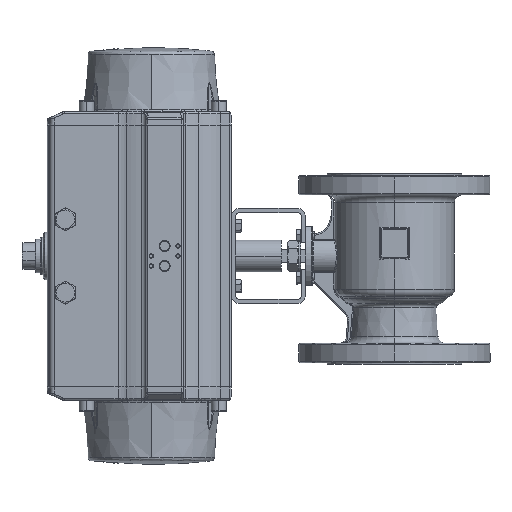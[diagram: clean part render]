
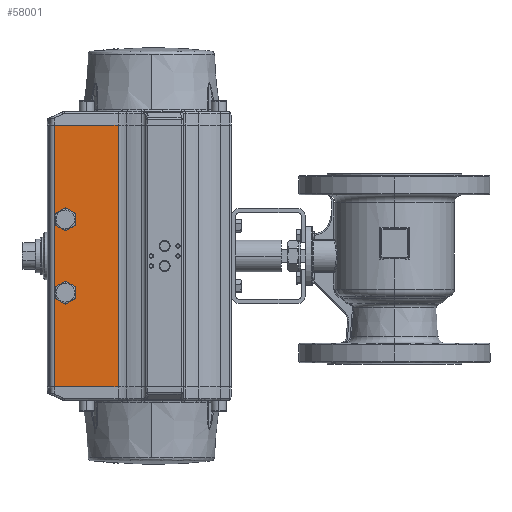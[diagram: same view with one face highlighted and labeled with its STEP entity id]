
A CAD part, left-side view. The second image highlights one B-rep face of the part: STEP entity #58001.
In plain terms, the highlighted planar face has unit normal (-1, 0, 0).
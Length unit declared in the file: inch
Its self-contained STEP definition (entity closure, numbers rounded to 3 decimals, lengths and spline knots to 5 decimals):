
#325 = CARTESIAN_POINT ( 'NONE',  ( -5.67936, 12.94408, 7.69753 ) ) ;
#493 = VERTEX_POINT ( 'NONE', #71866 ) ;
#795 = CIRCLE ( 'NONE', #53548, 0.31594 ) ;
#1538 = CARTESIAN_POINT ( 'NONE',  ( -5.67936, 15.94163, 3.57679 ) ) ;
#3178 = CARTESIAN_POINT ( 'NONE',  ( -5.67936, 12.94408, 7.69753 ) ) ;
#4967 = CARTESIAN_POINT ( 'NONE',  ( -5.67936, 15.42982, -0.21586 ) ) ;
#6147 = CARTESIAN_POINT ( 'NONE',  ( -5.67936, 15.42982, 3.24871 ) ) ;
#6385 = DIRECTION ( 'NONE',  ( 0., 0., 1. ) ) ;
#7330 = EDGE_LOOP ( 'NONE', ( #55708, #74776, #36195, #67327 ) ) ;
#8403 = CIRCLE ( 'NONE', #37186, 0.47244 ) ;
#8605 = EDGE_CURVE ( 'NONE', #33296, #26791, #795, .T. ) ;
#9361 = EDGE_LOOP ( 'NONE', ( #52026, #71732 ) ) ;
#9656 = CARTESIAN_POINT ( 'NONE',  ( -5.67936, 15.42982, 3.24871 ) ) ;
#11044 = DIRECTION ( 'NONE',  ( 0., 0., 1. ) ) ;
#12234 = DIRECTION ( 'NONE',  ( 0., 0., 1. ) ) ;
#13506 = ORIENTED_EDGE ( 'NONE', *, *, #36331, .F. ) ;
#14080 = LINE ( 'NONE', #56826, #44428 ) ;
#14365 = DIRECTION ( 'NONE',  ( -1., 0., 0. ) ) ;
#14452 = DIRECTION ( 'NONE',  ( 0., 1., 0. ) ) ;
#15007 = CARTESIAN_POINT ( 'NONE',  ( -5.67936, 15.42982, 3.56465 ) ) ;
#15746 = DIRECTION ( 'NONE',  ( 0., 0., 1. ) ) ;
#15863 = CARTESIAN_POINT ( 'NONE',  ( -5.67936, 15.94163, -4.66468 ) ) ;
#17534 = VERTEX_POINT ( 'NONE', #58645 ) ;
#20121 = VERTEX_POINT ( 'NONE', #71014 ) ;
#21732 = FACE_BOUND ( 'NONE', #36754, .T. ) ;
#22480 = AXIS2_PLACEMENT_3D ( 'NONE', #54685, #66832, #30632 ) ;
#26791 = VERTEX_POINT ( 'NONE', #15007 ) ;
#27634 = CARTESIAN_POINT ( 'NONE',  ( -5.67936, 15.42982, 2.93276 ) ) ;
#28967 = CARTESIAN_POINT ( 'NONE',  ( -5.67936, 15.94163, -4.66468 ) ) ;
#30372 = PLANE ( 'NONE',  #22480 ) ;
#30632 = DIRECTION ( 'NONE',  ( 0., 0., -1. ) ) ;
#31742 = CARTESIAN_POINT ( 'NONE',  ( -5.67936, 15.94163, -0.54394 ) ) ;
#33296 = VERTEX_POINT ( 'NONE', #27634 ) ;
#35089 = DIRECTION ( 'NONE',  ( 0., -1., 0. ) ) ;
#35475 = CIRCLE ( 'NONE', #42206, 0.47244 ) ;
#36195 = ORIENTED_EDGE ( 'NONE', *, *, #40740, .F. ) ;
#36331 = EDGE_CURVE ( 'NONE', #26791, #33296, #48808, .T. ) ;
#36754 = EDGE_LOOP ( 'NONE', ( #13506, #46667 ) ) ;
#37186 = AXIS2_PLACEMENT_3D ( 'NONE', #4967, #47344, #11044 ) ;
#37195 = VERTEX_POINT ( 'NONE', #77468 ) ;
#38696 = B_SPLINE_CURVE_WITH_KNOTS ( 'NONE', 3,
 ( #61909, #31742, #1538, #43924 ),
 .UNSPECIFIED., .F., .F.,
 ( 4, 4 ),
 ( 0., 1. ),
 .UNSPECIFIED. ) ;
#40740 = EDGE_CURVE ( 'NONE', #71636, #37195, #38696, .T. ) ;
#41285 = AXIS2_PLACEMENT_3D ( 'NONE', #6147, #48542, #12234 ) ;
#41635 = FACE_BOUND ( 'NONE', #9361, .T. ) ;
#42060 = VECTOR ( 'NONE', #35089, 39.37008 ) ;
#42206 = AXIS2_PLACEMENT_3D ( 'NONE', #50623, #14365, #56730 ) ;
#43563 = LINE ( 'NONE', #325, #75752 ) ;
#43924 = CARTESIAN_POINT ( 'NONE',  ( -5.67936, 15.94163, 7.69753 ) ) ;
#44428 = VECTOR ( 'NONE', #14452, 39.37008 ) ;
#45159 = EDGE_CURVE ( 'NONE', #76274, #37195, #14080, .T. ) ;
#46667 = ORIENTED_EDGE ( 'NONE', *, *, #8605, .F. ) ;
#47344 = DIRECTION ( 'NONE',  ( -1., 0., 0. ) ) ;
#48542 = DIRECTION ( 'NONE',  ( -1., 0., 0. ) ) ;
#48808 = CIRCLE ( 'NONE', #41285, 0.31594 ) ;
#49370 = EDGE_CURVE ( 'NONE', #493, #17534, #35475, .T. ) ;
#50623 = CARTESIAN_POINT ( 'NONE',  ( -5.67936, 15.42982, -0.21586 ) ) ;
#52006 = DIRECTION ( 'NONE',  ( -1., 0., 0. ) ) ;
#52026 = ORIENTED_EDGE ( 'NONE', *, *, #58496, .F. ) ;
#53548 = AXIS2_PLACEMENT_3D ( 'NONE', #9656, #52006, #15746 ) ;
#53900 = FACE_OUTER_BOUND ( 'NONE', #7330, .T. ) ;
#54685 = CARTESIAN_POINT ( 'NONE',  ( -5.67936, 15.94163, 7.69753 ) ) ;
#55708 = ORIENTED_EDGE ( 'NONE', *, *, #75835, .T. ) ;
#56218 = LINE ( 'NONE', #28967, #42060 ) ;
#56730 = DIRECTION ( 'NONE',  ( 0., 0., 1. ) ) ;
#56826 = CARTESIAN_POINT ( 'NONE',  ( -5.67936, 12.94408, 7.69753 ) ) ;
#58001 = ADVANCED_FACE ( 'NONE', ( #53900, #21732, #41635 ), #30372, .F. ) ;
#58496 = EDGE_CURVE ( 'NONE', #17534, #493, #8403, .T. ) ;
#58645 = CARTESIAN_POINT ( 'NONE',  ( -5.67936, 15.42982, 0.25658 ) ) ;
#61909 = CARTESIAN_POINT ( 'NONE',  ( -5.67936, 15.94163, -4.66468 ) ) ;
#66832 = DIRECTION ( 'NONE',  ( 1., 0., 0. ) ) ;
#67327 = ORIENTED_EDGE ( 'NONE', *, *, #70734, .T. ) ;
#70734 = EDGE_CURVE ( 'NONE', #71636, #20121, #56218, .T. ) ;
#71014 = CARTESIAN_POINT ( 'NONE',  ( -5.67936, 12.94408, -4.66468 ) ) ;
#71636 = VERTEX_POINT ( 'NONE', #15863 ) ;
#71732 = ORIENTED_EDGE ( 'NONE', *, *, #49370, .F. ) ;
#71866 = CARTESIAN_POINT ( 'NONE',  ( -5.67936, 15.42982, -0.6883 ) ) ;
#74776 = ORIENTED_EDGE ( 'NONE', *, *, #45159, .T. ) ;
#75752 = VECTOR ( 'NONE', #6385, 39.37008 ) ;
#75835 = EDGE_CURVE ( 'NONE', #20121, #76274, #43563, .T. ) ;
#76274 = VERTEX_POINT ( 'NONE', #3178 ) ;
#77468 = CARTESIAN_POINT ( 'NONE',  ( -5.67936, 15.94163, 7.69753 ) ) ;
